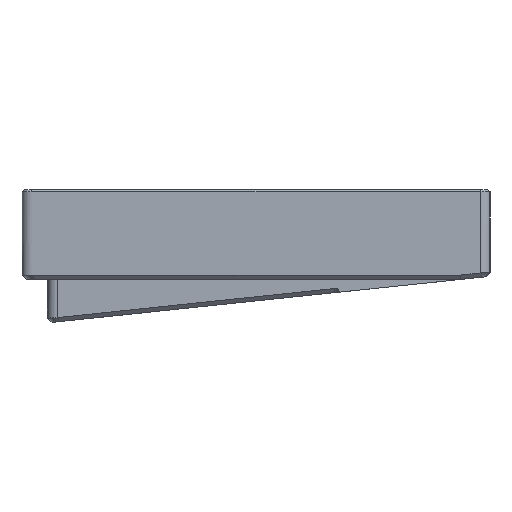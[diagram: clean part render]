
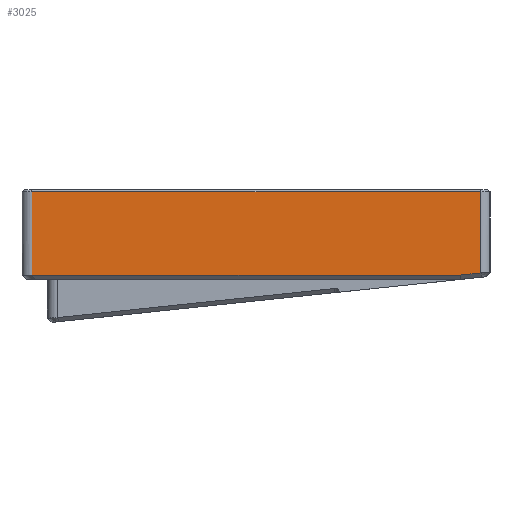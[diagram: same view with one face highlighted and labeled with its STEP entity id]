
A CAD part, left-side view. The second image highlights one B-rep face of the part: STEP entity #3025.
In plain terms, the highlighted planar face has unit normal (-1, 0, 0).
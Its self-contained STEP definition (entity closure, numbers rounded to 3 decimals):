
#87=PLANE('',#3290);
#327=FACE_OUTER_BOUND('',#513,.T.);
#513=EDGE_LOOP('',(#2349,#2350,#2351,#2352,#2353));
#666=LINE('',#4421,#941);
#670=LINE('',#4432,#945);
#692=LINE('',#4744,#967);
#821=LINE('',#5259,#1096);
#822=LINE('',#5260,#1097);
#941=VECTOR('',#3491,1000.);
#945=VECTOR('',#3501,10.);
#967=VECTOR('',#3583,1000.);
#1096=VECTOR('',#3904,1000.);
#1097=VECTOR('',#3905,10.);
#1233=VERTEX_POINT('',#4418);
#1234=VERTEX_POINT('',#4420);
#1238=VERTEX_POINT('',#4430);
#1282=VERTEX_POINT('',#4725);
#1285=VERTEX_POINT('',#4742);
#1532=EDGE_CURVE('',#1234,#1233,#666,.F.);
#1538=EDGE_CURVE('',#1233,#1238,#670,.T.);
#1593=EDGE_CURVE('',#1282,#1285,#692,.T.);
#1791=EDGE_CURVE('',#1285,#1234,#821,.T.);
#1792=EDGE_CURVE('',#1238,#1282,#822,.T.);
#2349=ORIENTED_EDGE('',*,*,#1593,.T.);
#2350=ORIENTED_EDGE('',*,*,#1791,.T.);
#2351=ORIENTED_EDGE('',*,*,#1532,.T.);
#2352=ORIENTED_EDGE('',*,*,#1538,.T.);
#2353=ORIENTED_EDGE('',*,*,#1792,.T.);
#3025=ADVANCED_FACE('',(#327),#87,.T.);
#3290=AXIS2_PLACEMENT_3D('',#5258,#3902,#3903);
#3491=DIRECTION('',(0.,0.,1.));
#3501=DIRECTION('',(0.,-1.,0.));
#3583=DIRECTION('',(0.,0.,1.));
#3902=DIRECTION('center_axis',(-1.,0.,0.));
#3903=DIRECTION('ref_axis',(0.,0.,1.));
#3904=DIRECTION('',(0.,1.,0.));
#3905=DIRECTION('',(0.,-0.995,0.105));
#4418=CARTESIAN_POINT('',(-147.85,52.85,9.933));
#4420=CARTESIAN_POINT('',(-147.85,52.85,29.547));
#4421=CARTESIAN_POINT('',(-147.85,52.85,-0.002));
#4430=CARTESIAN_POINT('',(-147.85,-48.148,9.933));
#4432=CARTESIAN_POINT('',(-147.85,-130.952,9.933));
#4725=CARTESIAN_POINT('',(-147.85,-52.85,10.427));
#4742=CARTESIAN_POINT('',(-147.85,-52.85,29.547));
#4744=CARTESIAN_POINT('',(-147.85,-52.85,30.047));
#5258=CARTESIAN_POINT('Origin',(-147.85,0.,-0.002));
#5259=CARTESIAN_POINT('',(-147.85,52.85,29.547));
#5260=CARTESIAN_POINT('',(-147.85,0.507,4.819));
